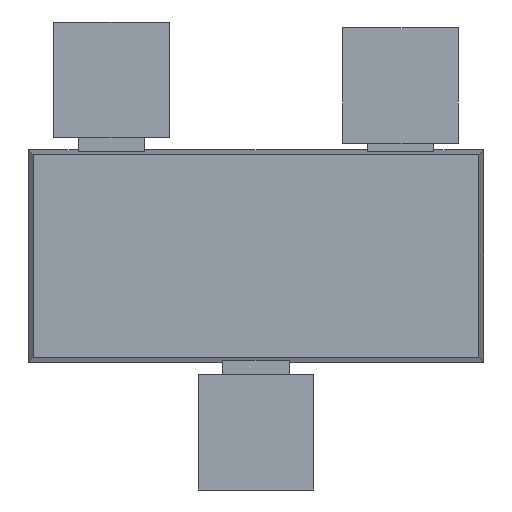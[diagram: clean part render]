
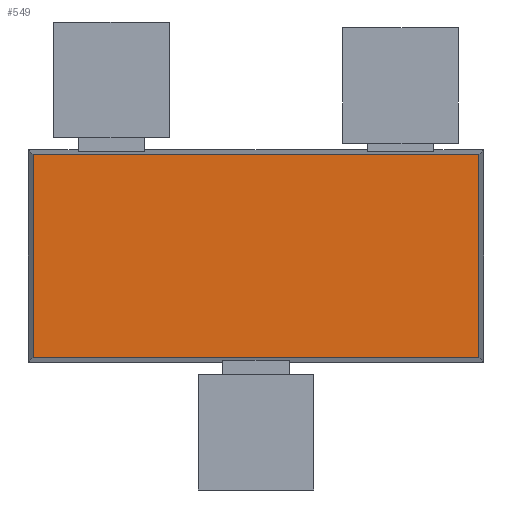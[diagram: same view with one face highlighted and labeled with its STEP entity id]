
A CAD part, front view. The second image highlights one B-rep face of the part: STEP entity #549.
In plain terms, the highlighted planar face has unit normal (0, -1, 0).
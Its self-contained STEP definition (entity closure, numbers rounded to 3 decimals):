
#73 = DIRECTION ( 'NONE',  ( 0., 0., -1. ) ) ;
#82 = CARTESIAN_POINT ( 'NONE',  ( 1.469, 0.2, -0.669 ) ) ;
#325 = CARTESIAN_POINT ( 'NONE',  ( -1.469, 0.2, -0.669 ) ) ;
#361 = EDGE_CURVE ( 'NONE', #2483, #2722, #2806, .T. ) ;
#493 = CARTESIAN_POINT ( 'NONE',  ( 1.5, 0.2, -0.669 ) ) ;
#549 = ADVANCED_FACE ( 'NONE', ( #2592 ), #2878, .F. ) ;
#623 = VECTOR ( 'NONE', #73, 1000. ) ;
#713 = CARTESIAN_POINT ( 'NONE',  ( 1.469, 0.2, -0.669 ) ) ;
#907 = EDGE_CURVE ( 'NONE', #2722, #1763, #2596, .T. ) ;
#992 = EDGE_CURVE ( 'NONE', #2483, #2446, #2690, .T. ) ;
#1031 = LINE ( 'NONE', #325, #623 ) ;
#1034 = AXIS2_PLACEMENT_3D ( 'NONE', #493, #1234, #2402 ) ;
#1148 = CARTESIAN_POINT ( 'NONE',  ( -1.469, 0.2, 0.669 ) ) ;
#1195 = CARTESIAN_POINT ( 'NONE',  ( -1.469, 0.2, -0.669 ) ) ;
#1234 = DIRECTION ( 'NONE',  ( 0., 1., 0. ) ) ;
#1261 = VECTOR ( 'NONE', #2793, 1000. ) ;
#1294 = DIRECTION ( 'NONE',  ( -1., 0., 0. ) ) ;
#1426 = ORIENTED_EDGE ( 'NONE', *, *, #907, .T. ) ;
#1447 = CARTESIAN_POINT ( 'NONE',  ( 1.5, 0.2, 0.669 ) ) ;
#1611 = CARTESIAN_POINT ( 'NONE',  ( 1.469, 0.2, 0.669 ) ) ;
#1733 = EDGE_LOOP ( 'NONE', ( #2240, #2648, #1426, #2909 ) ) ;
#1763 = VERTEX_POINT ( 'NONE', #1148 ) ;
#1906 = VECTOR ( 'NONE', #2389, 1000. ) ;
#2218 = EDGE_CURVE ( 'NONE', #1763, #2446, #1031, .T. ) ;
#2240 = ORIENTED_EDGE ( 'NONE', *, *, #992, .F. ) ;
#2389 = DIRECTION ( 'NONE',  ( -1., 0., 0. ) ) ;
#2402 = DIRECTION ( 'NONE',  ( 0., 0., 1. ) ) ;
#2443 = VECTOR ( 'NONE', #1294, 1000. ) ;
#2446 = VERTEX_POINT ( 'NONE', #1195 ) ;
#2483 = VERTEX_POINT ( 'NONE', #82 ) ;
#2592 = FACE_OUTER_BOUND ( 'NONE', #1733, .T. ) ;
#2596 = LINE ( 'NONE', #1447, #1906 ) ;
#2648 = ORIENTED_EDGE ( 'NONE', *, *, #361, .T. ) ;
#2690 = LINE ( 'NONE', #2913, #2443 ) ;
#2722 = VERTEX_POINT ( 'NONE', #1611 ) ;
#2793 = DIRECTION ( 'NONE',  ( 0., 0., 1. ) ) ;
#2806 = LINE ( 'NONE', #713, #1261 ) ;
#2878 = PLANE ( 'NONE',  #1034 ) ;
#2909 = ORIENTED_EDGE ( 'NONE', *, *, #2218, .T. ) ;
#2913 = CARTESIAN_POINT ( 'NONE',  ( 1.5, 0.2, -0.669 ) ) ;
